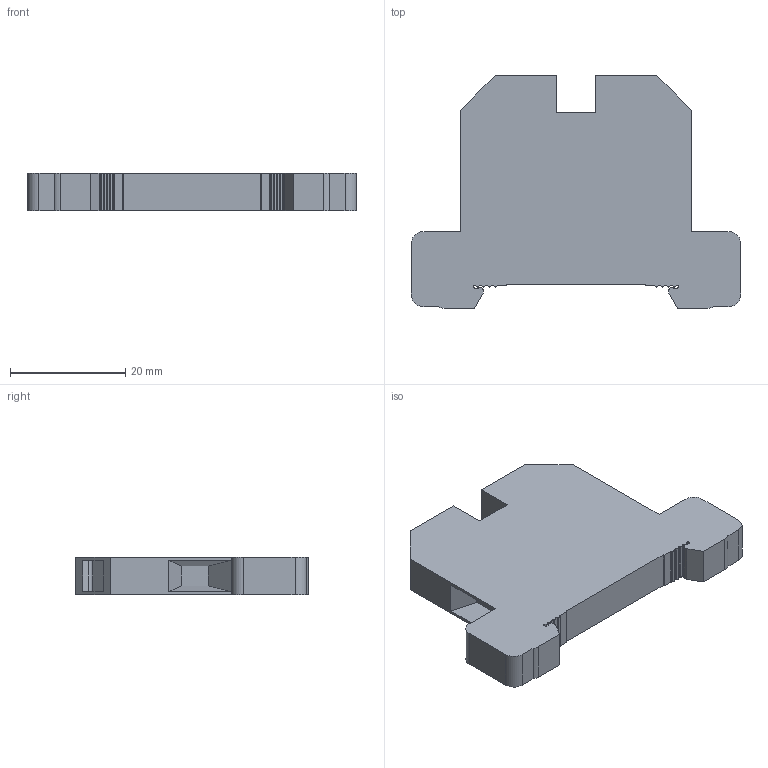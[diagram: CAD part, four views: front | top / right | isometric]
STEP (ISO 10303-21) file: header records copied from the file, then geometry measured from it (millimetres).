
FILE_DESCRIPTION((''),'2;1');
FILE_NAME('USK-4JD','2023-10-10T',('dell'),(''),'PRO/ENGINEER BY PARAMETRIC TECHNOLOGY CORPORATION, 2013230','PRO/ENGINEER BY PARAMETRIC TECHNOLOGY CORPORATION, 2013230','');
FILE_SCHEMA(('AUTOMOTIVE_DESIGN { 1 0 10303 214 1 1 1 1 }'));
Length unit declared in the file: millimetre
Products named in the file (1): USK-4JD
Bounding box: 57 x 40.3 x 6.5 mm (x, y, z)
Volume: 9763.2 mm3; surface area: 5129.3 mm2
Topology: 1 solids, 1 shells, 112 faces, 311 edges, 206 vertices
Faces by surface type: plane 68, cylinder 44
Entity records: 3663 total; most frequent: CARTESIAN_POINT 631, DIRECTION 623, ORIENTED_EDGE 622, EDGE_CURVE 311, VECTOR 223, LINE 223, VERTEX_POINT 206, AXIS2_PLACEMENT_3D 200
